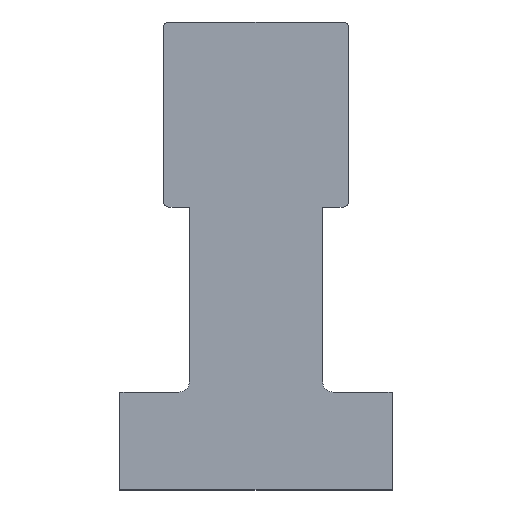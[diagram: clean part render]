
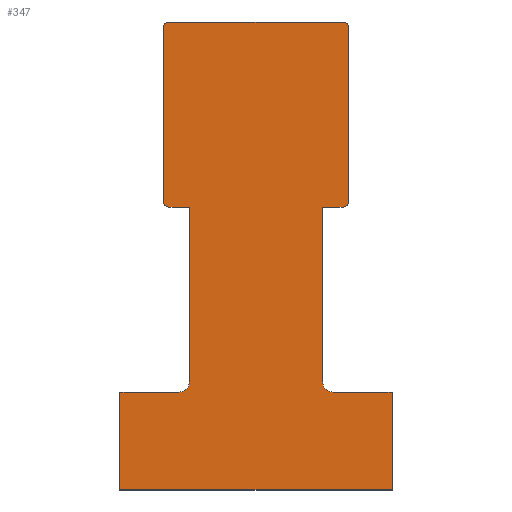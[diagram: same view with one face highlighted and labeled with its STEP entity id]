
A CAD part, top view. The second image highlights one B-rep face of the part: STEP entity #347.
In plain terms, the highlighted planar face has unit normal (0, 0, 1).
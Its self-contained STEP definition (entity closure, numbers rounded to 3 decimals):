
#2 = VERTEX_POINT ( 'NONE', #636 ) ;
#4 = VECTOR ( 'NONE', #259, 1000. ) ;
#13 = EDGE_CURVE ( 'NONE', #497, #354, #535, .T. ) ;
#27 = CARTESIAN_POINT ( 'NONE',  ( -4.25, 8.75, 0.12 ) ) ;
#32 = EDGE_LOOP ( 'NONE', ( #434, #307, #231, #63, #132, #80, #533, #383, #207, #392, #633, #217, #600, #625, #303, #514, #501, #442 ) ) ;
#34 = CARTESIAN_POINT ( 'NONE',  ( -3.05, 0.5, 0.12 ) ) ;
#35 = EDGE_CURVE ( 'NONE', #664, #84, #269, .T. ) ;
#38 = CARTESIAN_POINT ( 'NONE',  ( 0., 17., 0.12 ) ) ;
#48 = VERTEX_POINT ( 'NONE', #361 ) ;
#53 = CARTESIAN_POINT ( 'NONE',  ( 4., 17., 0.12 ) ) ;
#61 = CARTESIAN_POINT ( 'NONE',  ( -4., 8.5, 0.12 ) ) ;
#62 = EDGE_CURVE ( 'NONE', #2, #48, #699, .T. ) ;
#63 = ORIENTED_EDGE ( 'NONE', *, *, #542, .F. ) ;
#72 = VERTEX_POINT ( 'NONE', #425 ) ;
#79 = CARTESIAN_POINT ( 'NONE',  ( 4.9, 0., 0.12 ) ) ;
#80 = ORIENTED_EDGE ( 'NONE', *, *, #518, .F. ) ;
#82 = DIRECTION ( 'NONE',  ( 0., 0., -1. ) ) ;
#84 = VERTEX_POINT ( 'NONE', #638 ) ;
#89 = CARTESIAN_POINT ( 'NONE',  ( -6.25, -4.5, 0.12 ) ) ;
#92 = LINE ( 'NONE', #38, #690 ) ;
#94 = DIRECTION ( 'NONE',  ( 0., 0., -1. ) ) ;
#100 = CIRCLE ( 'NONE', #201, 0.25 ) ;
#127 = CARTESIAN_POINT ( 'NONE',  ( 0., 5.215, 0.12 ) ) ;
#131 = DIRECTION ( 'NONE',  ( 0., 0., -1. ) ) ;
#132 = ORIENTED_EDGE ( 'NONE', *, *, #563, .F. ) ;
#133 = EDGE_CURVE ( 'NONE', #517, #629, #596, .T. ) ;
#135 = VECTOR ( 'NONE', #509, 1000. ) ;
#136 = DIRECTION ( 'NONE',  ( 0., 0., -1. ) ) ;
#144 = VERTEX_POINT ( 'NONE', #473 ) ;
#154 = EDGE_CURVE ( 'NONE', #350, #517, #608, .T. ) ;
#163 = VERTEX_POINT ( 'NONE', #53 ) ;
#167 = DIRECTION ( 'NONE',  ( -1., 0., 0. ) ) ;
#184 = LINE ( 'NONE', #79, #260 ) ;
#200 = DIRECTION ( 'NONE',  ( 1., 0., 0. ) ) ;
#201 = AXIS2_PLACEMENT_3D ( 'NONE', #490, #544, #555 ) ;
#202 = DIRECTION ( 'NONE',  ( 1., 0., 0. ) ) ;
#207 = ORIENTED_EDGE ( 'NONE', *, *, #414, .F. ) ;
#210 = DIRECTION ( 'NONE',  ( 0., 1., 0. ) ) ;
#217 = ORIENTED_EDGE ( 'NONE', *, *, #133, .F. ) ;
#225 = VERTEX_POINT ( 'NONE', #656 ) ;
#230 = CARTESIAN_POINT ( 'NONE',  ( 4., 8.75, 0.12 ) ) ;
#231 = ORIENTED_EDGE ( 'NONE', *, *, #232, .T. ) ;
#232 = EDGE_CURVE ( 'NONE', #497, #163, #100, .T. ) ;
#235 = VERTEX_POINT ( 'NONE', #61 ) ;
#236 = CARTESIAN_POINT ( 'NONE',  ( 3.05, 8.5, 0.12 ) ) ;
#241 = PLANE ( 'NONE',  #531 ) ;
#256 = DIRECTION ( 'NONE',  ( 0., 0., -1. ) ) ;
#258 = EDGE_CURVE ( 'NONE', #614, #48, #381, .T. ) ;
#259 = DIRECTION ( 'NONE',  ( 0., 1., 0. ) ) ;
#260 = VECTOR ( 'NONE', #302, 1000. ) ;
#266 = CARTESIAN_POINT ( 'NONE',  ( 4.25, 12.75, 0.12 ) ) ;
#269 = CIRCLE ( 'NONE', #641, 0.5 ) ;
#276 = CIRCLE ( 'NONE', #675, 0.25 ) ;
#287 = VECTOR ( 'NONE', #623, 1000. ) ;
#289 = DIRECTION ( 'NONE',  ( 1., 0., 0. ) ) ;
#296 = VECTOR ( 'NONE', #167, 1000. ) ;
#299 = DIRECTION ( 'NONE',  ( 0., 0., 1. ) ) ;
#302 = DIRECTION ( 'NONE',  ( 1., 0., 0. ) ) ;
#303 = ORIENTED_EDGE ( 'NONE', *, *, #331, .F. ) ;
#304 = LINE ( 'NONE', #358, #561 ) ;
#306 = VERTEX_POINT ( 'NONE', #336 ) ;
#307 = ORIENTED_EDGE ( 'NONE', *, *, #13, .F. ) ;
#310 = CARTESIAN_POINT ( 'NONE',  ( -4.25, 12.75, 0.12 ) ) ;
#321 = EDGE_CURVE ( 'NONE', #144, #614, #615, .T. ) ;
#328 = AXIS2_PLACEMENT_3D ( 'NONE', #705, #94, #422 ) ;
#331 = EDGE_CURVE ( 'NONE', #2, #306, #184, .T. ) ;
#333 = VERTEX_POINT ( 'NONE', #27 ) ;
#334 = CARTESIAN_POINT ( 'NONE',  ( 0., -4.5, 0.12 ) ) ;
#336 = CARTESIAN_POINT ( 'NONE',  ( 6.25, 0., 0.12 ) ) ;
#345 = CARTESIAN_POINT ( 'NONE',  ( -3.05, 8.5, 0.12 ) ) ;
#346 = CIRCLE ( 'NONE', #405, 0.25 ) ;
#347 = ADVANCED_FACE ( 'NONE', ( #504 ), #241, .T. ) ;
#349 = DIRECTION ( 'NONE',  ( 1., 0., 0. ) ) ;
#350 = VERTEX_POINT ( 'NONE', #684 ) ;
#354 = VERTEX_POINT ( 'NONE', #454 ) ;
#358 = CARTESIAN_POINT ( 'NONE',  ( -3.65, 8.5, 0.12 ) ) ;
#360 = CARTESIAN_POINT ( 'NONE',  ( -4.9, 0., 0.12 ) ) ;
#361 = CARTESIAN_POINT ( 'NONE',  ( 3.05, 0.5, 0.12 ) ) ;
#364 = LINE ( 'NONE', #310, #4 ) ;
#373 = DIRECTION ( 'NONE',  ( 0., -1., 0. ) ) ;
#381 = LINE ( 'NONE', #549, #603 ) ;
#383 = ORIENTED_EDGE ( 'NONE', *, *, #606, .F. ) ;
#384 = EDGE_CURVE ( 'NONE', #354, #144, #346, .T. ) ;
#385 = DIRECTION ( 'NONE',  ( 0., -1., 0. ) ) ;
#392 = ORIENTED_EDGE ( 'NONE', *, *, #35, .T. ) ;
#399 = CIRCLE ( 'NONE', #435, 0.25 ) ;
#405 = AXIS2_PLACEMENT_3D ( 'NONE', #230, #131, #566 ) ;
#414 = EDGE_CURVE ( 'NONE', #664, #584, #457, .T. ) ;
#415 = EDGE_CURVE ( 'NONE', #235, #333, #399, .T. ) ;
#421 = CARTESIAN_POINT ( 'NONE',  ( 4.25, 16.75, 0.12 ) ) ;
#422 = DIRECTION ( 'NONE',  ( 1., 0., 0. ) ) ;
#425 = CARTESIAN_POINT ( 'NONE',  ( -4., 17., 0.12 ) ) ;
#432 = CARTESIAN_POINT ( 'NONE',  ( 6.25, -2.25, 0.12 ) ) ;
#434 = ORIENTED_EDGE ( 'NONE', *, *, #384, .F. ) ;
#435 = AXIS2_PLACEMENT_3D ( 'NONE', #466, #136, #349 ) ;
#442 = ORIENTED_EDGE ( 'NONE', *, *, #321, .F. ) ;
#454 = CARTESIAN_POINT ( 'NONE',  ( 4.25, 8.75, 0.12 ) ) ;
#457 = LINE ( 'NONE', #674, #287 ) ;
#466 = CARTESIAN_POINT ( 'NONE',  ( -4., 8.75, 0.12 ) ) ;
#473 = CARTESIAN_POINT ( 'NONE',  ( 4., 8.5, 0.12 ) ) ;
#477 = LINE ( 'NONE', #360, #589 ) ;
#482 = VECTOR ( 'NONE', #210, 1000. ) ;
#485 = CARTESIAN_POINT ( 'NONE',  ( -3.55, 0.5, 0.12 ) ) ;
#490 = CARTESIAN_POINT ( 'NONE',  ( 4., 16.75, 0.12 ) ) ;
#496 = EDGE_CURVE ( 'NONE', #629, #84, #477, .T. ) ;
#497 = VERTEX_POINT ( 'NONE', #421 ) ;
#501 = ORIENTED_EDGE ( 'NONE', *, *, #258, .F. ) ;
#504 = FACE_OUTER_BOUND ( 'NONE', #32, .T. ) ;
#509 = DIRECTION ( 'NONE',  ( -1., 0., 0. ) ) ;
#514 = ORIENTED_EDGE ( 'NONE', *, *, #62, .T. ) ;
#517 = VERTEX_POINT ( 'NONE', #89 ) ;
#518 = EDGE_CURVE ( 'NONE', #333, #225, #364, .T. ) ;
#520 = DIRECTION ( 'NONE',  ( 1., 0., 0. ) ) ;
#528 = DIRECTION ( 'NONE',  ( 1., 0., 0. ) ) ;
#531 = AXIS2_PLACEMENT_3D ( 'NONE', #127, #299, #289 ) ;
#533 = ORIENTED_EDGE ( 'NONE', *, *, #415, .F. ) ;
#534 = VECTOR ( 'NONE', #385, 1000. ) ;
#535 = LINE ( 'NONE', #266, #703 ) ;
#538 = CARTESIAN_POINT ( 'NONE',  ( -6.25, -2.25, 0.12 ) ) ;
#542 = EDGE_CURVE ( 'NONE', #72, #163, #92, .T. ) ;
#544 = DIRECTION ( 'NONE',  ( 0., 0., 1. ) ) ;
#549 = CARTESIAN_POINT ( 'NONE',  ( 3.05, 4.5, 0.12 ) ) ;
#555 = DIRECTION ( 'NONE',  ( 1., 0., 0. ) ) ;
#560 = CARTESIAN_POINT ( 'NONE',  ( 3.65, 8.5, 0.12 ) ) ;
#561 = VECTOR ( 'NONE', #673, 1000. ) ;
#563 = EDGE_CURVE ( 'NONE', #225, #72, #276, .T. ) ;
#566 = DIRECTION ( 'NONE',  ( 1., 0., 0. ) ) ;
#578 = CARTESIAN_POINT ( 'NONE',  ( -4., 16.75, 0.12 ) ) ;
#584 = VERTEX_POINT ( 'NONE', #345 ) ;
#589 = VECTOR ( 'NONE', #520, 1000. ) ;
#596 = LINE ( 'NONE', #538, #482 ) ;
#600 = ORIENTED_EDGE ( 'NONE', *, *, #154, .F. ) ;
#603 = VECTOR ( 'NONE', #649, 1000. ) ;
#606 = EDGE_CURVE ( 'NONE', #584, #235, #304, .T. ) ;
#608 = LINE ( 'NONE', #334, #296 ) ;
#614 = VERTEX_POINT ( 'NONE', #236 ) ;
#615 = LINE ( 'NONE', #560, #135 ) ;
#623 = DIRECTION ( 'NONE',  ( 0., 1., 0. ) ) ;
#625 = ORIENTED_EDGE ( 'NONE', *, *, #704, .F. ) ;
#629 = VERTEX_POINT ( 'NONE', #686 ) ;
#633 = ORIENTED_EDGE ( 'NONE', *, *, #496, .F. ) ;
#636 = CARTESIAN_POINT ( 'NONE',  ( 3.55, 0., 0.12 ) ) ;
#638 = CARTESIAN_POINT ( 'NONE',  ( -3.55, 0., 0.12 ) ) ;
#641 = AXIS2_PLACEMENT_3D ( 'NONE', #485, #256, #202 ) ;
#649 = DIRECTION ( 'NONE',  ( 0., -1., 0. ) ) ;
#656 = CARTESIAN_POINT ( 'NONE',  ( -4.25, 16.75, 0.12 ) ) ;
#664 = VERTEX_POINT ( 'NONE', #34 ) ;
#673 = DIRECTION ( 'NONE',  ( -1., 0., 0. ) ) ;
#674 = CARTESIAN_POINT ( 'NONE',  ( -3.05, 4.5, 0.12 ) ) ;
#675 = AXIS2_PLACEMENT_3D ( 'NONE', #578, #82, #200 ) ;
#684 = CARTESIAN_POINT ( 'NONE',  ( 6.25, -4.5, 0.12 ) ) ;
#686 = CARTESIAN_POINT ( 'NONE',  ( -6.25, 0., 0.12 ) ) ;
#690 = VECTOR ( 'NONE', #528, 1000. ) ;
#699 = CIRCLE ( 'NONE', #328, 0.5 ) ;
#703 = VECTOR ( 'NONE', #373, 1000. ) ;
#704 = EDGE_CURVE ( 'NONE', #306, #350, #710, .T. ) ;
#705 = CARTESIAN_POINT ( 'NONE',  ( 3.55, 0.5, 0.12 ) ) ;
#710 = LINE ( 'NONE', #432, #534 ) ;
